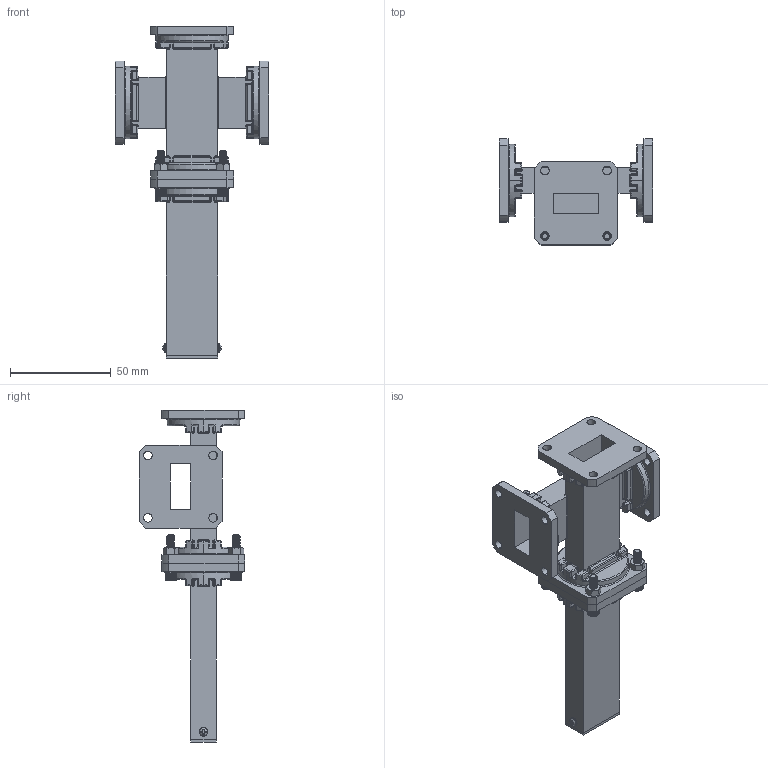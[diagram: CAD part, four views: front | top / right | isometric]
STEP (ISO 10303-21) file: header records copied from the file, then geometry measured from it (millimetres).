
FILE_DESCRIPTION (( 'STEP AP214' ), '1' );
FILE_NAME ('FMWCT1023_3D.step', '2024-01-05T21:43:07', ( '' ), ( '' ), 'SwSTEP 2.0', 'SolidWorks 2022', '' );
FILE_SCHEMA (( 'AUTOMOTIVE_DESIGN' ));
Length unit declared in the file: inch
Products named in the file (1): FMWCT1023_3D
Bounding box: 76.2 x 52.7 x 165.1 mm (x, y, z)
Volume: 67122 mm3; surface area: 54848.2 mm2
Topology: 11 solids, 11 shells, 2567 faces, 6348 edges, 3691 vertices
Faces by surface type: cylinder 992, plane 838, cone 368, torus 179, sphere 134, bspline 56
Entity records: 92322 total; most frequent: CARTESIAN_POINT 37115, ORIENTED_EDGE 12428, DIRECTION 10628, EDGE_CURVE 6214, AXIS2_PLACEMENT_3D 4178, VERTEX_POINT 3691, EDGE_LOOP 2641, ADVANCED_FACE 2567
